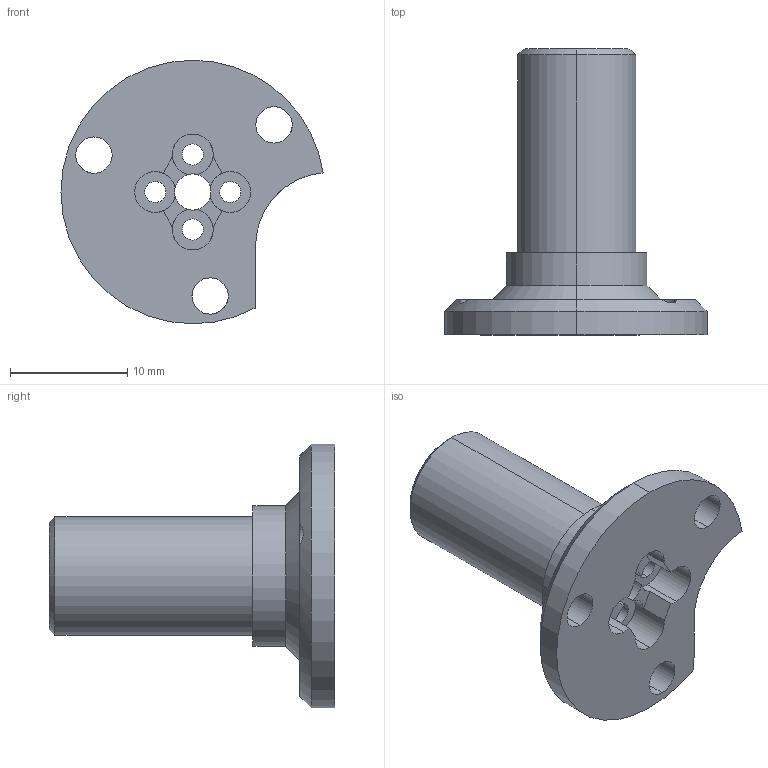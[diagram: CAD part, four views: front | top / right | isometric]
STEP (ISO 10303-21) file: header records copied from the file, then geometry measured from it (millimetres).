
FILE_DESCRIPTION (( 'STEP AP203' ), '1' );
FILE_NAME ('Shaft A.STEP', '2018-06-11T02:26:17', ( '' ), ( '' ), 'SwSTEP 2.0', 'SolidWorks 2016', '' );
FILE_SCHEMA (( 'CONFIG_CONTROL_DESIGN' ));
Length unit declared in the file: millimetre
Products named in the file (1): Shaft A
Bounding box: 22.38 x 24.4 x 22.5 mm (x, y, z)
Volume: 2289.9 mm3; surface area: 2368.1 mm2
Topology: 1 solids, 1 shells, 57 faces, 165 edges, 108 vertices
Faces by surface type: cylinder 33, plane 17, cone 7
Entity records: 2085 total; most frequent: CARTESIAN_POINT 397, DIRECTION 368, ORIENTED_EDGE 330, EDGE_CURVE 165, AXIS2_PLACEMENT_3D 153, VERTEX_POINT 108, CIRCLE 95, EDGE_LOOP 71
